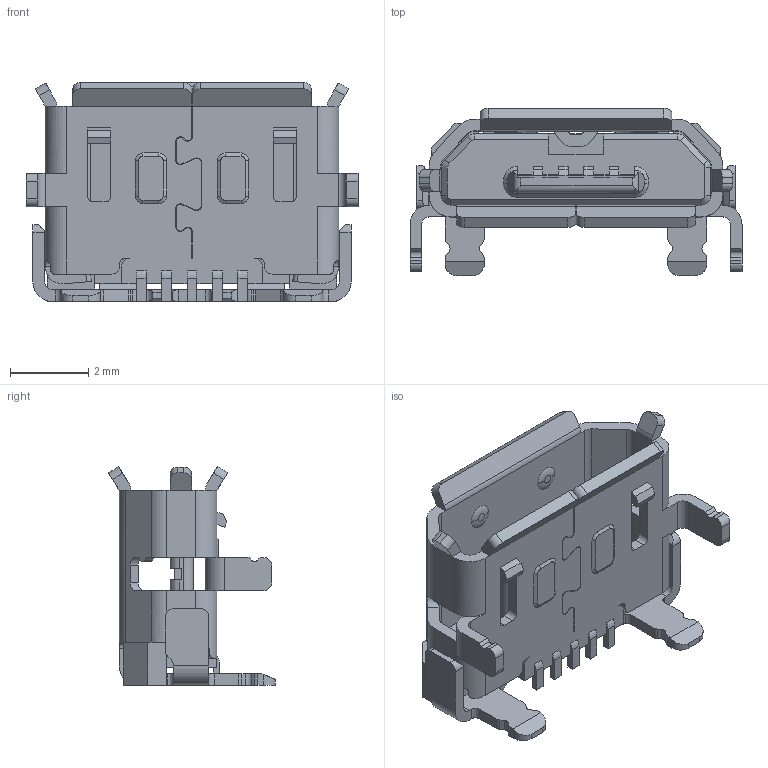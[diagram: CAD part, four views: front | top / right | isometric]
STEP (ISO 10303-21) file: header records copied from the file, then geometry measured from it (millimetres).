
FILE_DESCRIPTION(('CoCreate Modeling STEP Export'),'2;1');
FILE_NAME('67-ABF001-1A1H1F1-0HP 反向全插脚位8.2有翻边.stp','2017-09-30T16:43:40',(''),(''),'CoCreate Modeling STEP processor for AP214 (Solid Model)','CoCreate Modeling 16.00 13-May-2008 (C) Parametric Technology GmbH','');
FILE_SCHEMA(('AUTOMOTIVE_DESIGN { 1 0 10303 214 1 1 1 1 }'));
Length unit declared in the file: millimetre
Products named in the file (13): TCL4DIP20120727_ASM; AA0B010-026.stp; TCL4DIP20120727_ASM_ASM_ASM; 010101010-043_反向全插式_四面无翻边
.stp; prt0002.stp; 8.2.stp; 0.stp; TCL4DIPHOUSING20120727_1_1_1; housing.stp
Assembly tree (12 placements, depth 6):
  010101010-043_反向全插式_四面无翻边
.stp
    TCL4DIP20120727_ASM_ASM_ASM
      housing.stp
        TCL4DIPHOUSING20120727_1_1_1
    0.stp
      8.2.stp
        prt0002.stp
        010101010-043_反向全插式_四面无翻边
.stp
          TCL4DIP20120727_ASM_ASM_ASM
          AA0B010-026.stp
            TCL4DIP20120727_ASM
    AA0B010-026.stp
      TCL4DIP20120727_ASM
Bounding box: 8.5 x 4.28 x 5.6 mm (x, y, z)
Volume: 46.4 mm3; surface area: 302.5 mm2
Topology: 1 solids, 11 shells, 819 faces, 2299 edges, 1493 vertices
Faces by surface type: plane 548, cylinder 222, cone 29, torus 18, bspline 2
Entity records: 29720 total; most frequent: CARTESIAN_POINT 5066, ORIENTED_EDGE 4604, DIRECTION 4236, EDGE_CURVE 2298, VECTOR 1670, LINE 1670, VERTEX_POINT 1493, AXIS2_PLACEMENT_3D 1283
